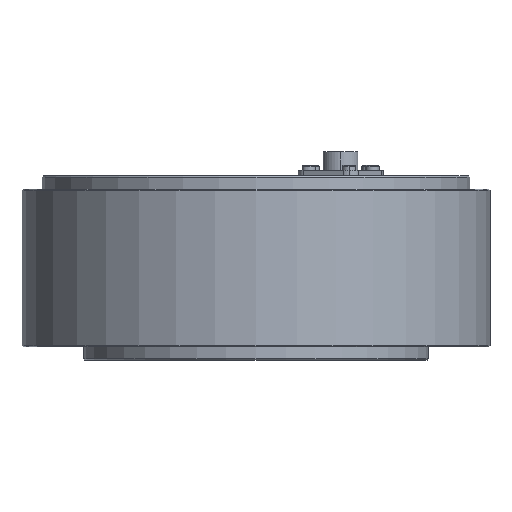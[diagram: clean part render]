
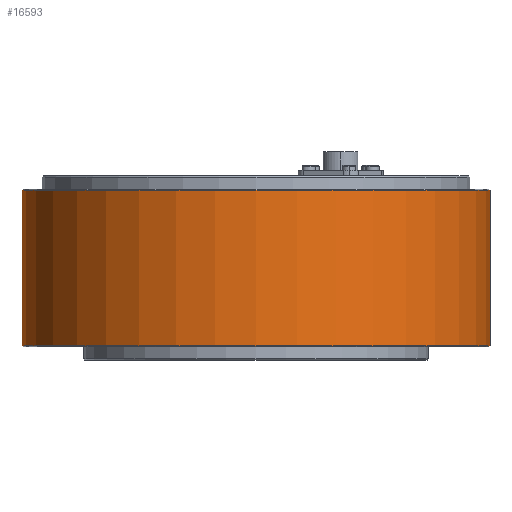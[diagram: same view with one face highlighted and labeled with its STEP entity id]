
A CAD part, left-side view. The second image highlights one B-rep face of the part: STEP entity #16593.
In plain terms, the highlighted cylindrical face has radius 87.5 mm (diameter 175 mm), a partial arc.
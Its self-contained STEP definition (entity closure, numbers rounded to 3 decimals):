
#11463 = CONICAL_SURFACE('',#11464,87.,0.785);
#11464 = AXIS2_PLACEMENT_3D('',#11465,#11466,#11467);
#11465 = CARTESIAN_POINT('',(0.,0.,-5.));
#11466 = DIRECTION('',(0.,0.,-1.));
#11467 = DIRECTION('',(0.,1.,0.));
#13201 = VERTEX_POINT('',#13202);
#13202 = CARTESIAN_POINT('',(0.,-87.5,-5.5));
#13222 = VERTEX_POINT('',#13223);
#13223 = CARTESIAN_POINT('',(0.,87.5,-5.5));
#13260 = CYLINDRICAL_SURFACE('',#13261,87.5);
#13261 = AXIS2_PLACEMENT_3D('',#13262,#13263,#13264);
#13262 = CARTESIAN_POINT('',(0.,0.,0.));
#13263 = DIRECTION('',(0.,0.,1.));
#13264 = DIRECTION('',(0.,-1.,0.));
#13296 = EDGE_CURVE('',#13222,#13201,#13297,.T.);
#13297 = SURFACE_CURVE('',#13298,(#13303,#13332),.PCURVE_S1.);
#13298 = CIRCLE('',#13299,87.5);
#13299 = AXIS2_PLACEMENT_3D('',#13300,#13301,#13302);
#13300 = CARTESIAN_POINT('',(0.,0.,-5.5));
#13301 = DIRECTION('',(0.,0.,1.));
#13302 = DIRECTION('',(0.,-1.,0.));
#13303 = PCURVE('',#11463,#13304);
#13304 = DEFINITIONAL_REPRESENTATION('',(#13305),#13331);
#13305 = B_SPLINE_CURVE_WITH_KNOTS('',3,(#13306,#13307,#13308,#13309,
    #13310,#13311,#13312,#13313,#13314,#13315,#13316,#13317,#13318,
    #13319,#13320,#13321,#13322,#13323,#13324,#13325,#13326,#13327,
    #13328,#13329,#13330),.UNSPECIFIED.,.F.,.F.,(4,1,1,1,1,1,1,1,1,1,1,1
    ,1,1,1,1,1,1,1,1,1,1,4),(3.142,3.284,3.427
    ,3.57,3.713,3.856,3.998,
    4.141,4.284,4.427,4.57,
    4.712,4.855,4.998,5.141,
    5.284,5.426,5.569,5.712,
    5.855,5.998,6.14,6.283),
  .QUASI_UNIFORM_KNOTS.);
#13306 = CARTESIAN_POINT('',(6.283,0.5));
#13307 = CARTESIAN_POINT('',(6.236,0.5));
#13308 = CARTESIAN_POINT('',(6.14,0.5));
#13309 = CARTESIAN_POINT('',(5.998,0.5));
#13310 = CARTESIAN_POINT('',(5.855,0.5));
#13311 = CARTESIAN_POINT('',(5.712,0.5));
#13312 = CARTESIAN_POINT('',(5.569,0.5));
#13313 = CARTESIAN_POINT('',(5.426,0.5));
#13314 = CARTESIAN_POINT('',(5.284,0.5));
#13315 = CARTESIAN_POINT('',(5.141,0.5));
#13316 = CARTESIAN_POINT('',(4.998,0.5));
#13317 = CARTESIAN_POINT('',(4.855,0.5));
#13318 = CARTESIAN_POINT('',(4.712,0.5));
#13319 = CARTESIAN_POINT('',(4.57,0.5));
#13320 = CARTESIAN_POINT('',(4.427,0.5));
#13321 = CARTESIAN_POINT('',(4.284,0.5));
#13322 = CARTESIAN_POINT('',(4.141,0.5));
#13323 = CARTESIAN_POINT('',(3.998,0.5));
#13324 = CARTESIAN_POINT('',(3.856,0.5));
#13325 = CARTESIAN_POINT('',(3.713,0.5));
#13326 = CARTESIAN_POINT('',(3.57,0.5));
#13327 = CARTESIAN_POINT('',(3.427,0.5));
#13328 = CARTESIAN_POINT('',(3.284,0.5));
#13329 = CARTESIAN_POINT('',(3.189,0.5));
#13330 = CARTESIAN_POINT('',(3.142,0.5));
#13331 = ( GEOMETRIC_REPRESENTATION_CONTEXT(2) 
PARAMETRIC_REPRESENTATION_CONTEXT() REPRESENTATION_CONTEXT('2D SPACE',''
  ) );
#13332 = PCURVE('',#13333,#13338);
#13333 = CYLINDRICAL_SURFACE('',#13334,87.5);
#13334 = AXIS2_PLACEMENT_3D('',#13335,#13336,#13337);
#13335 = CARTESIAN_POINT('',(0.,0.,0.));
#13336 = DIRECTION('',(0.,0.,1.));
#13337 = DIRECTION('',(0.,-1.,0.));
#13338 = DEFINITIONAL_REPRESENTATION('',(#13339),#13342);
#13339 = B_SPLINE_CURVE_WITH_KNOTS('',1,(#13340,#13341),.UNSPECIFIED.,
  .F.,.F.,(2,2),(3.142,6.283),.PIECEWISE_BEZIER_KNOTS.);
#13340 = CARTESIAN_POINT('',(3.142,-5.5));
#13341 = CARTESIAN_POINT('',(6.283,-5.5));
#13342 = ( GEOMETRIC_REPRESENTATION_CONTEXT(2) 
PARAMETRIC_REPRESENTATION_CONTEXT() REPRESENTATION_CONTEXT('2D SPACE',''
  ) );
#16504 = VERTEX_POINT('',#16505);
#16505 = CARTESIAN_POINT('',(0.,-87.5,-63.5));
#16506 = VERTEX_POINT('',#16507);
#16507 = CARTESIAN_POINT('',(0.,87.5,-63.5)
  );
#16555 = EDGE_CURVE('',#16506,#13222,#16556,.T.);
#16556 = SURFACE_CURVE('',#16557,(#16561,#16567),.PCURVE_S1.);
#16557 = LINE('',#16558,#16559);
#16558 = CARTESIAN_POINT('',(0.,87.5,
    0.));
#16559 = VECTOR('',#16560,1.);
#16560 = DIRECTION('',(0.,0.,1.));
#16561 = PCURVE('',#13260,#16562);
#16562 = DEFINITIONAL_REPRESENTATION('',(#16563),#16566);
#16563 = B_SPLINE_CURVE_WITH_KNOTS('',1,(#16564,#16565),.UNSPECIFIED.,
  .F.,.F.,(2,2),(-63.5,-5.5),.PIECEWISE_BEZIER_KNOTS.);
#16564 = CARTESIAN_POINT('',(3.142,-63.5));
#16565 = CARTESIAN_POINT('',(3.142,-5.5));
#16566 = ( GEOMETRIC_REPRESENTATION_CONTEXT(2) 
PARAMETRIC_REPRESENTATION_CONTEXT() REPRESENTATION_CONTEXT('2D SPACE',''
  ) );
#16567 = PCURVE('',#13333,#16568);
#16568 = DEFINITIONAL_REPRESENTATION('',(#16569),#16572);
#16569 = B_SPLINE_CURVE_WITH_KNOTS('',1,(#16570,#16571),.UNSPECIFIED.,
  .F.,.F.,(2,2),(-63.5,-5.5),.PIECEWISE_BEZIER_KNOTS.);
#16570 = CARTESIAN_POINT('',(3.142,-63.5));
#16571 = CARTESIAN_POINT('',(3.142,-5.5));
#16572 = ( GEOMETRIC_REPRESENTATION_CONTEXT(2) 
PARAMETRIC_REPRESENTATION_CONTEXT() REPRESENTATION_CONTEXT('2D SPACE',''
  ) );
#16575 = EDGE_CURVE('',#16504,#13201,#16576,.T.);
#16576 = SURFACE_CURVE('',#16577,(#16581,#16587),.PCURVE_S1.);
#16577 = LINE('',#16578,#16579);
#16578 = CARTESIAN_POINT('',(0.,-87.5,0.));
#16579 = VECTOR('',#16580,1.);
#16580 = DIRECTION('',(0.,0.,1.));
#16581 = PCURVE('',#13260,#16582);
#16582 = DEFINITIONAL_REPRESENTATION('',(#16583),#16586);
#16583 = B_SPLINE_CURVE_WITH_KNOTS('',1,(#16584,#16585),.UNSPECIFIED.,
  .F.,.F.,(2,2),(-63.5,-5.5),.PIECEWISE_BEZIER_KNOTS.);
#16584 = CARTESIAN_POINT('',(0.,-63.5));
#16585 = CARTESIAN_POINT('',(0.,-5.5));
#16586 = ( GEOMETRIC_REPRESENTATION_CONTEXT(2) 
PARAMETRIC_REPRESENTATION_CONTEXT() REPRESENTATION_CONTEXT('2D SPACE',''
  ) );
#16587 = PCURVE('',#13333,#16588);
#16588 = DEFINITIONAL_REPRESENTATION('',(#16589),#16592);
#16589 = B_SPLINE_CURVE_WITH_KNOTS('',1,(#16590,#16591),.UNSPECIFIED.,
  .F.,.F.,(2,2),(-63.5,-5.5),.PIECEWISE_BEZIER_KNOTS.);
#16590 = CARTESIAN_POINT('',(6.283,-63.5));
#16591 = CARTESIAN_POINT('',(6.283,-5.5));
#16592 = ( GEOMETRIC_REPRESENTATION_CONTEXT(2) 
PARAMETRIC_REPRESENTATION_CONTEXT() REPRESENTATION_CONTEXT('2D SPACE',''
  ) );
#16593 = ADVANCED_FACE('',(#16594),#13333,.T.);
#16594 = FACE_BOUND('',#16595,.T.);
#16595 = EDGE_LOOP('',(#16596,#16597,#16622,#16623));
#16596 = ORIENTED_EDGE('',*,*,#16555,.F.);
#16597 = ORIENTED_EDGE('',*,*,#16598,.T.);
#16598 = EDGE_CURVE('',#16506,#16504,#16599,.T.);
#16599 = SURFACE_CURVE('',#16600,(#16605,#16611),.PCURVE_S1.);
#16600 = CIRCLE('',#16601,87.5);
#16601 = AXIS2_PLACEMENT_3D('',#16602,#16603,#16604);
#16602 = CARTESIAN_POINT('',(0.,0.,-63.5));
#16603 = DIRECTION('',(0.,0.,1.));
#16604 = DIRECTION('',(0.,-1.,0.));
#16605 = PCURVE('',#13333,#16606);
#16606 = DEFINITIONAL_REPRESENTATION('',(#16607),#16610);
#16607 = B_SPLINE_CURVE_WITH_KNOTS('',1,(#16608,#16609),.UNSPECIFIED.,
  .F.,.F.,(2,2),(3.142,6.283),.PIECEWISE_BEZIER_KNOTS.);
#16608 = CARTESIAN_POINT('',(3.142,-63.5));
#16609 = CARTESIAN_POINT('',(6.283,-63.5));
#16610 = ( GEOMETRIC_REPRESENTATION_CONTEXT(2) 
PARAMETRIC_REPRESENTATION_CONTEXT() REPRESENTATION_CONTEXT('2D SPACE',''
  ) );
#16611 = PCURVE('',#16612,#16617);
#16612 = CONICAL_SURFACE('',#16613,87.5,0.785);
#16613 = AXIS2_PLACEMENT_3D('',#16614,#16615,#16616);
#16614 = CARTESIAN_POINT('',(0.,0.,-63.5));
#16615 = DIRECTION('',(0.,0.,1.));
#16616 = DIRECTION('',(0.,-1.,0.));
#16617 = DEFINITIONAL_REPRESENTATION('',(#16618),#16621);
#16618 = B_SPLINE_CURVE_WITH_KNOTS('',1,(#16619,#16620),.UNSPECIFIED.,
  .F.,.F.,(2,2),(3.142,6.283),.PIECEWISE_BEZIER_KNOTS.);
#16619 = CARTESIAN_POINT('',(3.142,0.));
#16620 = CARTESIAN_POINT('',(6.283,0.));
#16621 = ( GEOMETRIC_REPRESENTATION_CONTEXT(2) 
PARAMETRIC_REPRESENTATION_CONTEXT() REPRESENTATION_CONTEXT('2D SPACE',''
  ) );
#16622 = ORIENTED_EDGE('',*,*,#16575,.T.);
#16623 = ORIENTED_EDGE('',*,*,#13296,.F.);
